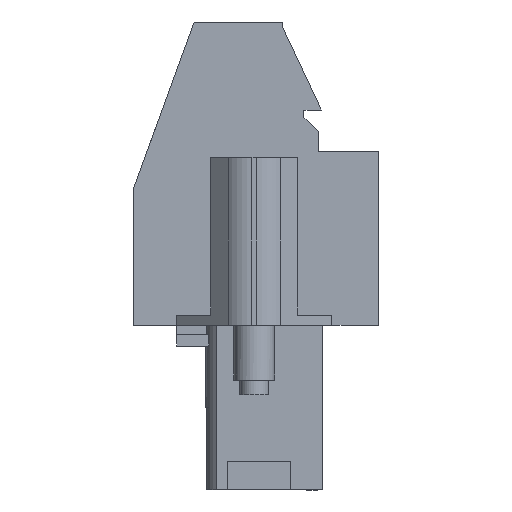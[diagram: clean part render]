
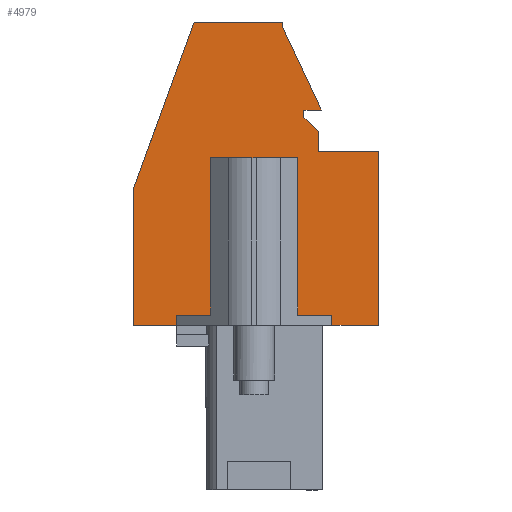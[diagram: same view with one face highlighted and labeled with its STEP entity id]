
A CAD part, left-side view. The second image highlights one B-rep face of the part: STEP entity #4979.
In plain terms, the highlighted planar face has unit normal (-1, 0, 0).
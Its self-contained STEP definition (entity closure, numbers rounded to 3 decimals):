
#1911=AXIS2_PLACEMENT_3D('Plane Axis2P3D',#1908,#1909,#1910) ;
#107=CARTESIAN_POINT('Line Origine',(3.47,1.125,7.95)) ;
#111=CARTESIAN_POINT('Vertex',(3.47,2.25,7.95)) ;
#113=CARTESIAN_POINT('Vertex',(3.47,0.,7.95)) ;
#162=CARTESIAN_POINT('Vertex',(3.47,9.75,7.95)) ;
#165=CARTESIAN_POINT('Line Origine',(3.47,10.79,7.95)) ;
#169=CARTESIAN_POINT('Vertex',(3.47,11.83,7.95)) ;
#1908=CARTESIAN_POINT('Axis2P3D Location',(3.47,12.132,0.)) ;
#4867=CARTESIAN_POINT('Line Origine',(3.47,0.,12.15)) ;
#4871=CARTESIAN_POINT('Vertex',(3.47,0.,16.35)) ;
#4874=CARTESIAN_POINT('Line Origine',(3.47,1.45,16.35)) ;
#4878=CARTESIAN_POINT('Vertex',(3.47,2.9,16.35)) ;
#4881=CARTESIAN_POINT('Line Origine',(3.47,2.9,16.825)) ;
#4885=CARTESIAN_POINT('Vertex',(3.47,2.9,17.3)) ;
#4888=CARTESIAN_POINT('Line Origine',(3.47,3.25,17.65)) ;
#4892=CARTESIAN_POINT('Vertex',(3.47,3.6,18.)) ;
#4895=CARTESIAN_POINT('Line Origine',(3.47,3.6,18.175)) ;
#4899=CARTESIAN_POINT('Vertex',(3.47,3.6,18.35)) ;
#4902=CARTESIAN_POINT('Line Origine',(3.47,3.18,18.35)) ;
#4906=CARTESIAN_POINT('Vertex',(3.47,2.76,18.35)) ;
#4909=CARTESIAN_POINT('Line Origine',(3.47,3.704,20.375)) ;
#4913=CARTESIAN_POINT('Vertex',(3.47,4.649,22.4)) ;
#4916=CARTESIAN_POINT('Line Origine',(3.47,4.649,22.5)) ;
#4920=CARTESIAN_POINT('Vertex',(3.47,4.649,22.6)) ;
#4923=CARTESIAN_POINT('Line Origine',(3.47,6.778,22.6)) ;
#4927=CARTESIAN_POINT('Vertex',(3.47,8.908,22.6)) ;
#4930=CARTESIAN_POINT('Line Origine',(3.47,10.369,18.586)) ;
#4934=CARTESIAN_POINT('Vertex',(3.47,11.83,14.572)) ;
#4937=CARTESIAN_POINT('Line Origine',(3.47,11.83,11.261)) ;
#4942=CARTESIAN_POINT('Line Origine',(3.47,9.75,8.2)) ;
#4946=CARTESIAN_POINT('Vertex',(3.47,9.75,8.45)) ;
#4949=CARTESIAN_POINT('Line Origine',(3.47,6.,8.45)) ;
#4953=CARTESIAN_POINT('Vertex',(3.47,2.25,8.45)) ;
#4956=CARTESIAN_POINT('Line Origine',(3.47,2.25,8.2)) ;
#108=DIRECTION('Vector Direction',(0.,1.,0.)) ;
#166=DIRECTION('Vector Direction',(0.,-1.,0.)) ;
#1909=DIRECTION('Axis2P3D Direction',(-1.,0.,0.)) ;
#1910=DIRECTION('Axis2P3D XDirection',(0.,-1.,0.)) ;
#4868=DIRECTION('Vector Direction',(0.,0.,1.)) ;
#4875=DIRECTION('Vector Direction',(0.,1.,0.)) ;
#4882=DIRECTION('Vector Direction',(0.,0.,1.)) ;
#4889=DIRECTION('Vector Direction',(0.,0.707,0.707)) ;
#4896=DIRECTION('Vector Direction',(0.,0.,1.)) ;
#4903=DIRECTION('Vector Direction',(0.,-1.,0.)) ;
#4910=DIRECTION('Vector Direction',(0.,0.423,0.906)) ;
#4917=DIRECTION('Vector Direction',(0.,0.,1.)) ;
#4924=DIRECTION('Vector Direction',(0.,1.,0.)) ;
#4931=DIRECTION('Vector Direction',(0.,0.342,-0.94)) ;
#4938=DIRECTION('Vector Direction',(0.,0.,1.)) ;
#4943=DIRECTION('Vector Direction',(0.,0.,1.)) ;
#4950=DIRECTION('Vector Direction',(0.,1.,0.)) ;
#4957=DIRECTION('Vector Direction',(0.,0.,1.)) ;
#109=VECTOR('Line Direction',#108,1.) ;
#167=VECTOR('Line Direction',#166,1.) ;
#4869=VECTOR('Line Direction',#4868,1.) ;
#4876=VECTOR('Line Direction',#4875,1.) ;
#4883=VECTOR('Line Direction',#4882,1.) ;
#4890=VECTOR('Line Direction',#4889,1.) ;
#4897=VECTOR('Line Direction',#4896,1.) ;
#4904=VECTOR('Line Direction',#4903,1.) ;
#4911=VECTOR('Line Direction',#4910,1.) ;
#4918=VECTOR('Line Direction',#4917,1.) ;
#4925=VECTOR('Line Direction',#4924,1.) ;
#4932=VECTOR('Line Direction',#4931,1.) ;
#4939=VECTOR('Line Direction',#4938,1.) ;
#4944=VECTOR('Line Direction',#4943,1.) ;
#4951=VECTOR('Line Direction',#4950,1.) ;
#4958=VECTOR('Line Direction',#4957,1.) ;
#4962=ORIENTED_EDGE('',*,*,#115,.T.) ;
#4963=ORIENTED_EDGE('',*,*,#4873,.T.) ;
#4964=ORIENTED_EDGE('',*,*,#4880,.T.) ;
#4965=ORIENTED_EDGE('',*,*,#4887,.T.) ;
#4966=ORIENTED_EDGE('',*,*,#4894,.T.) ;
#4967=ORIENTED_EDGE('',*,*,#4901,.T.) ;
#4968=ORIENTED_EDGE('',*,*,#4908,.T.) ;
#4969=ORIENTED_EDGE('',*,*,#4915,.T.) ;
#4970=ORIENTED_EDGE('',*,*,#4922,.T.) ;
#4971=ORIENTED_EDGE('',*,*,#4929,.T.) ;
#4972=ORIENTED_EDGE('',*,*,#4936,.T.) ;
#4973=ORIENTED_EDGE('',*,*,#4941,.T.) ;
#4974=ORIENTED_EDGE('',*,*,#171,.F.) ;
#4975=ORIENTED_EDGE('',*,*,#4948,.T.) ;
#4976=ORIENTED_EDGE('',*,*,#4955,.F.) ;
#4977=ORIENTED_EDGE('',*,*,#4960,.F.) ;
#4979=ADVANCED_FACE('HOUSING',(#4978),#1912,.T.) ;
#115=EDGE_CURVE('',#112,#114,#110,.F.) ;
#171=EDGE_CURVE('',#163,#170,#168,.F.) ;
#4873=EDGE_CURVE('',#114,#4872,#4870,.T.) ;
#4880=EDGE_CURVE('',#4872,#4879,#4877,.T.) ;
#4887=EDGE_CURVE('',#4879,#4886,#4884,.T.) ;
#4894=EDGE_CURVE('',#4886,#4893,#4891,.T.) ;
#4901=EDGE_CURVE('',#4893,#4900,#4898,.T.) ;
#4908=EDGE_CURVE('',#4900,#4907,#4905,.T.) ;
#4915=EDGE_CURVE('',#4907,#4914,#4912,.T.) ;
#4922=EDGE_CURVE('',#4914,#4921,#4919,.T.) ;
#4929=EDGE_CURVE('',#4921,#4928,#4926,.T.) ;
#4936=EDGE_CURVE('',#4928,#4935,#4933,.T.) ;
#4941=EDGE_CURVE('',#4935,#170,#4940,.F.) ;
#4948=EDGE_CURVE('',#163,#4947,#4945,.T.) ;
#4955=EDGE_CURVE('',#4954,#4947,#4952,.T.) ;
#4960=EDGE_CURVE('',#112,#4954,#4959,.T.) ;
#4961=EDGE_LOOP('',(#4962,#4963,#4964,#4965,#4966,#4967,#4968,#4969,#4970,#4971,#4972,#4973,#4974,#4975,#4976,#4977)) ;
#4978=FACE_OUTER_BOUND('',#4961,.T.) ;
#110=LINE('Line',#107,#109) ;
#168=LINE('Line',#165,#167) ;
#4870=LINE('Line',#4867,#4869) ;
#4877=LINE('Line',#4874,#4876) ;
#4884=LINE('Line',#4881,#4883) ;
#4891=LINE('Line',#4888,#4890) ;
#4898=LINE('Line',#4895,#4897) ;
#4905=LINE('Line',#4902,#4904) ;
#4912=LINE('Line',#4909,#4911) ;
#4919=LINE('Line',#4916,#4918) ;
#4926=LINE('Line',#4923,#4925) ;
#4933=LINE('Line',#4930,#4932) ;
#4940=LINE('Line',#4937,#4939) ;
#4945=LINE('Line',#4942,#4944) ;
#4952=LINE('Line',#4949,#4951) ;
#4959=LINE('Line',#4956,#4958) ;
#1912=PLANE('',#1911) ;
#112=VERTEX_POINT('',#111) ;
#114=VERTEX_POINT('',#113) ;
#163=VERTEX_POINT('',#162) ;
#170=VERTEX_POINT('',#169) ;
#4872=VERTEX_POINT('',#4871) ;
#4879=VERTEX_POINT('',#4878) ;
#4886=VERTEX_POINT('',#4885) ;
#4893=VERTEX_POINT('',#4892) ;
#4900=VERTEX_POINT('',#4899) ;
#4907=VERTEX_POINT('',#4906) ;
#4914=VERTEX_POINT('',#4913) ;
#4921=VERTEX_POINT('',#4920) ;
#4928=VERTEX_POINT('',#4927) ;
#4935=VERTEX_POINT('',#4934) ;
#4947=VERTEX_POINT('',#4946) ;
#4954=VERTEX_POINT('',#4953) ;
